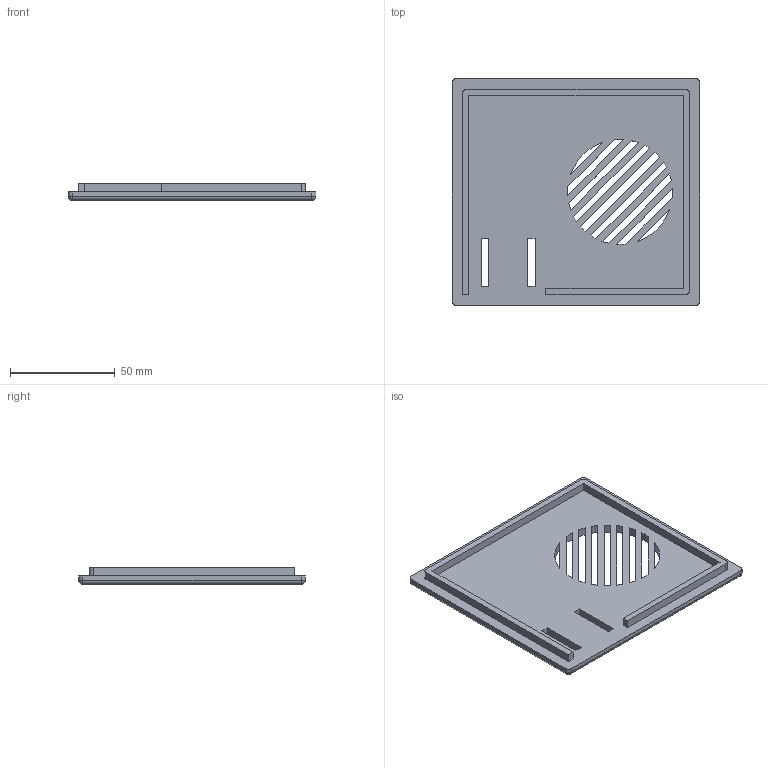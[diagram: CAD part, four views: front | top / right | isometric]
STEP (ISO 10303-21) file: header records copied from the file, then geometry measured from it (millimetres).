
FILE_DESCRIPTION (( 'STEP AP203' ), '1' );
FILE_NAME ('lid.STEP', '2017-10-21T07:50:19', ( '' ), ( '' ), 'SwSTEP 2.0', 'SolidWorks 2016', '' );
FILE_SCHEMA (( 'CONFIG_CONTROL_DESIGN' ));
Length unit declared in the file: millimetre
Products named in the file (1): lid
Bounding box: 118 x 108 x 8 mm (x, y, z)
Volume: 49988.4 mm3; surface area: 32325.9 mm2
Topology: 1 solids, 1 shells, 554 faces, 1486 edges, 984 vertices
Faces by surface type: plane 350, bspline 173, cylinder 27, sphere 4
Entity records: 26227 total; most frequent: CARTESIAN_POINT 13394, ORIENTED_EDGE 2964, DIRECTION 1954, EDGE_CURVE 1482, VECTOR 1082, LINE 1082, VERTEX_POINT 984, EDGE_LOOP 630
